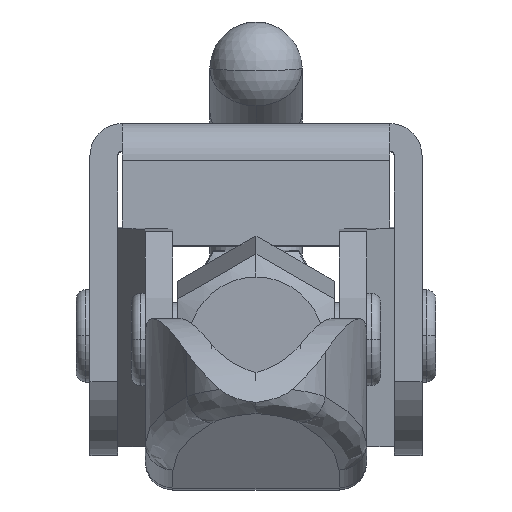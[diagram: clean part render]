
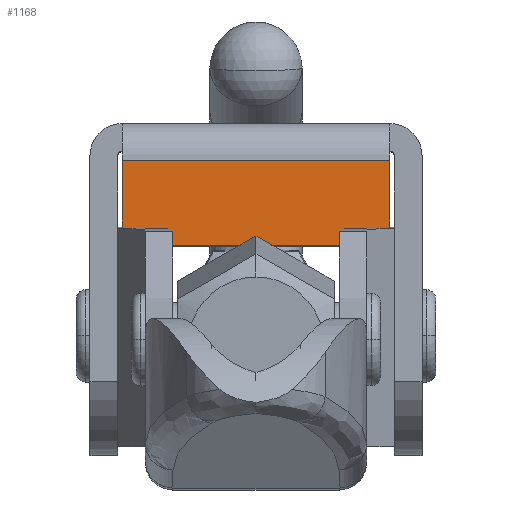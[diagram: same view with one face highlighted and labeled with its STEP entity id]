
A CAD part, top view. The second image highlights one B-rep face of the part: STEP entity #1168.
In plain terms, the highlighted planar face has unit normal (0, 0, 1).
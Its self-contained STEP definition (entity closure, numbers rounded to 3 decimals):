
#1015 = LINE ( 'NONE', #17831, #1059 ) ;
#1059 = VECTOR ( 'NONE', #17822, 1000. ) ;
#1060 = LINE ( 'NONE', #17815, #1063 ) ;
#1063 = VECTOR ( 'NONE', #17814, 1000. ) ;
#1070 = LINE ( 'NONE', #17800, #1073 ) ;
#1072 = LINE ( 'NONE', #17796, #1075 ) ;
#1073 = VECTOR ( 'NONE', #17798, 1000. ) ;
#1075 = VECTOR ( 'NONE', #17795, 1000. ) ;
#1168 = ADVANCED_FACE ( 'NONE', ( #3815 ), #20888, .F. ) ;
#1539 = EDGE_CURVE ( 'NONE', #4304, #4289, #1015, .T. ) ;
#1541 = EDGE_CURVE ( 'NONE', #4289, #4274, #1060, .T. ) ;
#1546 = EDGE_CURVE ( 'NONE', #4283, #4304, #1070, .T. ) ;
#1547 = EDGE_CURVE ( 'NONE', #4274, #4283, #1072, .T. ) ;
#3815 = FACE_OUTER_BOUND ( 'NONE', #8573, .T. ) ;
#4274 = VERTEX_POINT ( 'NONE', #16510 ) ;
#4283 = VERTEX_POINT ( 'NONE', #16453 ) ;
#4289 = VERTEX_POINT ( 'NONE', #16441 ) ;
#4304 = VERTEX_POINT ( 'NONE', #16405 ) ;
#7325 = ORIENTED_EDGE ( 'NONE', *, *, #1547, .F. ) ;
#8573 = EDGE_LOOP ( 'NONE', ( #7325, #13604, #13243, #10947 ) ) ;
#10947 = ORIENTED_EDGE ( 'NONE', *, *, #1546, .F. ) ;
#12114 = AXIS2_PLACEMENT_3D ( 'NONE', #20894, #20886, #20885 ) ;
#13243 = ORIENTED_EDGE ( 'NONE', *, *, #1539, .F. ) ;
#13604 = ORIENTED_EDGE ( 'NONE', *, *, #1541, .F. ) ;
#16405 = CARTESIAN_POINT ( 'NONE',  ( 14.5, -13.2, 44. ) ) ;
#16441 = CARTESIAN_POINT ( 'NONE',  ( -14.5, -13.2, 44. ) ) ;
#16453 = CARTESIAN_POINT ( 'NONE',  ( 14.5, -4., 44. ) ) ;
#16510 = CARTESIAN_POINT ( 'NONE',  ( -14.5, -4., 44. ) ) ;
#17795 = DIRECTION ( 'NONE',  ( 1., 0., 0. ) ) ;
#17796 = CARTESIAN_POINT ( 'NONE',  ( 14.5, -4., 44. ) ) ;
#17798 = DIRECTION ( 'NONE',  ( 0., -1., 0. ) ) ;
#17800 = CARTESIAN_POINT ( 'NONE',  ( 14.5, -13.2, 44. ) ) ;
#17814 = DIRECTION ( 'NONE',  ( 0., 1., 0. ) ) ;
#17815 = CARTESIAN_POINT ( 'NONE',  ( -14.5, -3., 44. ) ) ;
#17822 = DIRECTION ( 'NONE',  ( -1., 0., 0. ) ) ;
#17831 = CARTESIAN_POINT ( 'NONE',  ( -14.5, -13.2, 44. ) ) ;
#20885 = DIRECTION ( 'NONE',  ( 0., -1., 0. ) ) ;
#20886 = DIRECTION ( 'NONE',  ( 0., 0., -1. ) ) ;
#20888 = PLANE ( 'NONE',  #12114 ) ;
#20894 = CARTESIAN_POINT ( 'NONE',  ( 0., 0., 44. ) ) ;
